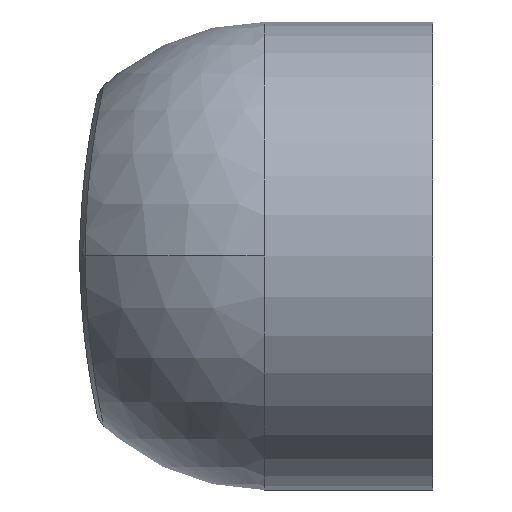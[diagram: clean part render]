
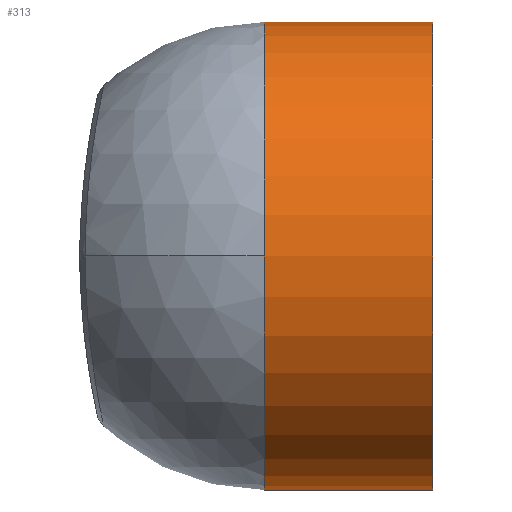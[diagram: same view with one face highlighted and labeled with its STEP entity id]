
A CAD part, left-side view. The second image highlights one B-rep face of the part: STEP entity #313.
In plain terms, the highlighted cylindrical face has radius 13.9 mm (diameter 27.8 mm), a partial arc.
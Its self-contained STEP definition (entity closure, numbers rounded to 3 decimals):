
#16 = DIRECTION ( 'NONE',  ( 0., 0., -1. ) ) ;
#36 = CARTESIAN_POINT ( 'NONE',  ( 0., 0., -13.9 ) ) ;
#50 = ORIENTED_EDGE ( 'NONE', *, *, #317, .F. ) ;
#88 = DIRECTION ( 'NONE',  ( 0., -1., 0. ) ) ;
#116 = EDGE_CURVE ( 'NONE', #1428, #1411, #1176, .T. ) ;
#121 = VECTOR ( 'NONE', #470, 1000. ) ;
#151 = AXIS2_PLACEMENT_3D ( 'NONE', #613, #255, #1126 ) ;
#169 = CARTESIAN_POINT ( 'NONE',  ( 0., 10., 13.9 ) ) ;
#195 = EDGE_CURVE ( 'NONE', #1428, #1499, #294, .T. ) ;
#255 = DIRECTION ( 'NONE',  ( 0., -1., 0. ) ) ;
#277 = ORIENTED_EDGE ( 'NONE', *, *, #449, .T. ) ;
#294 = LINE ( 'NONE', #594, #121 ) ;
#313 = ADVANCED_FACE ( 'NONE', ( #1017 ), #459, .T. ) ;
#317 = EDGE_CURVE ( 'NONE', #1499, #354, #878, .T. ) ;
#354 = VERTEX_POINT ( 'NONE', #36 ) ;
#432 = DIRECTION ( 'NONE',  ( 0., -1., 0. ) ) ;
#433 = DIRECTION ( 'NONE',  ( 0., 0., -1. ) ) ;
#449 = EDGE_CURVE ( 'NONE', #1482, #354, #1253, .T. ) ;
#459 = CYLINDRICAL_SURFACE ( 'NONE', #151, 13.9 ) ;
#470 = DIRECTION ( 'NONE',  ( 0., -1., 0. ) ) ;
#506 = ORIENTED_EDGE ( 'NONE', *, *, #116, .T. ) ;
#530 = CARTESIAN_POINT ( 'NONE',  ( 0., 10., -13.9 ) ) ;
#536 = CARTESIAN_POINT ( 'NONE',  ( -13.9, 10., 0. ) ) ;
#594 = CARTESIAN_POINT ( 'NONE',  ( 0., 0., 13.9 ) ) ;
#599 = ORIENTED_EDGE ( 'NONE', *, *, #195, .F. ) ;
#613 = CARTESIAN_POINT ( 'NONE',  ( 0., 0., 0. ) ) ;
#644 = EDGE_LOOP ( 'NONE', ( #599, #506, #1139, #277, #50 ) ) ;
#764 = DIRECTION ( 'NONE',  ( 0., -1., 0. ) ) ;
#789 = AXIS2_PLACEMENT_3D ( 'NONE', #1528, #764, #16 ) ;
#878 = CIRCLE ( 'NONE', #789, 13.9 ) ;
#932 = DIRECTION ( 'NONE',  ( 0., 0., -1. ) ) ;
#1017 = FACE_OUTER_BOUND ( 'NONE', #644, .T. ) ;
#1030 = CARTESIAN_POINT ( 'NONE',  ( 0., 0., 13.9 ) ) ;
#1126 = DIRECTION ( 'NONE',  ( 0., 0., -1. ) ) ;
#1139 = ORIENTED_EDGE ( 'NONE', *, *, #1564, .T. ) ;
#1176 = CIRCLE ( 'NONE', #1215, 13.9 ) ;
#1215 = AXIS2_PLACEMENT_3D ( 'NONE', #1585, #88, #433 ) ;
#1253 = LINE ( 'NONE', #1450, #1453 ) ;
#1411 = VERTEX_POINT ( 'NONE', #536 ) ;
#1428 = VERTEX_POINT ( 'NONE', #169 ) ;
#1441 = DIRECTION ( 'NONE',  ( 0., -1., 0. ) ) ;
#1448 = CARTESIAN_POINT ( 'NONE',  ( 0., 10., 0. ) ) ;
#1450 = CARTESIAN_POINT ( 'NONE',  ( 0., 0., -13.9 ) ) ;
#1453 = VECTOR ( 'NONE', #432, 1000. ) ;
#1482 = VERTEX_POINT ( 'NONE', #530 ) ;
#1493 = AXIS2_PLACEMENT_3D ( 'NONE', #1448, #1441, #932 ) ;
#1499 = VERTEX_POINT ( 'NONE', #1030 ) ;
#1528 = CARTESIAN_POINT ( 'NONE',  ( 0., 0., 0. ) ) ;
#1564 = EDGE_CURVE ( 'NONE', #1411, #1482, #1573, .T. ) ;
#1573 = CIRCLE ( 'NONE', #1493, 13.9 ) ;
#1585 = CARTESIAN_POINT ( 'NONE',  ( 0., 10., 0. ) ) ;
